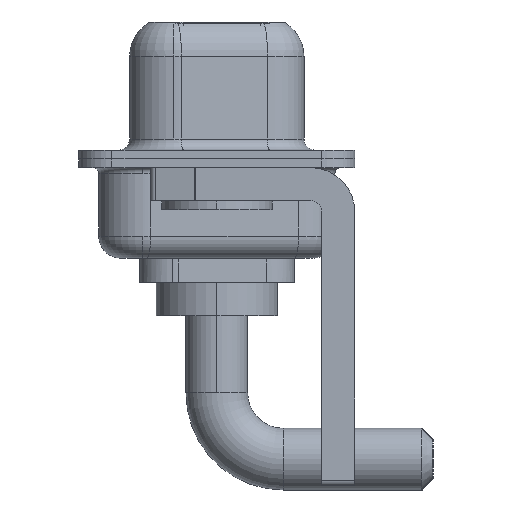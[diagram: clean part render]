
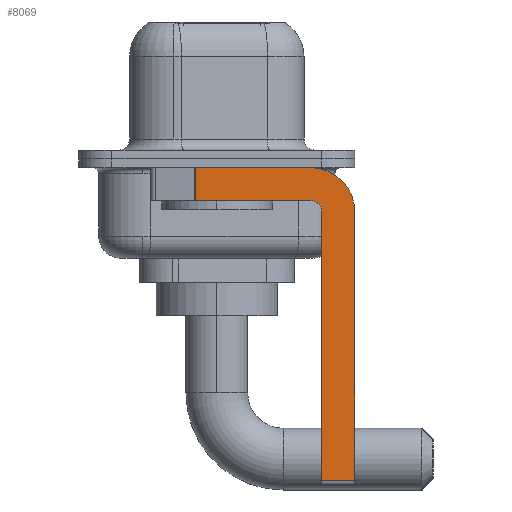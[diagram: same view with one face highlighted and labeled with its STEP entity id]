
A CAD part, left-side view. The second image highlights one B-rep face of the part: STEP entity #8069.
In plain terms, the highlighted planar face has unit normal (-1, 0, 0).
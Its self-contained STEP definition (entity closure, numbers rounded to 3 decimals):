
#72 = FACE_OUTER_BOUND ( 'NONE', #12668, .T. ) ;
#126 = CARTESIAN_POINT ( 'NONE',  ( -2.9, -4.25, -1.9 ) ) ;
#350 = AXIS2_PLACEMENT_3D ( 'NONE', #12408, #13554, #4221 ) ;
#737 = VECTOR ( 'NONE', #1839, 1000. ) ;
#814 = LINE ( 'NONE', #8508, #3981 ) ;
#822 = DIRECTION ( 'NONE',  ( 0., 0., 1. ) ) ;
#1564 = CARTESIAN_POINT ( 'NONE',  ( -2.9, -4.75, -14.55 ) ) ;
#1789 = CARTESIAN_POINT ( 'NONE',  ( -2.9, 0.978, -1.9 ) ) ;
#1839 = DIRECTION ( 'NONE',  ( 0., 0., -1. ) ) ;
#1926 = EDGE_CURVE ( 'NONE', #7766, #5185, #10585, .T. ) ;
#2075 = VERTEX_POINT ( 'NONE', #2506 ) ;
#2128 = CARTESIAN_POINT ( 'NONE',  ( -2.9, -4.25, -2.4 ) ) ;
#2394 = PLANE ( 'NONE',  #5738 ) ;
#2506 = CARTESIAN_POINT ( 'NONE',  ( -2.9, -6.25, -2.4 ) ) ;
#2609 = ORIENTED_EDGE ( 'NONE', *, *, #12016, .F. ) ;
#2825 = EDGE_CURVE ( 'NONE', #3548, #2850, #8417, .T. ) ;
#2850 = VERTEX_POINT ( 'NONE', #1789 ) ;
#2903 = AXIS2_PLACEMENT_3D ( 'NONE', #13422, #10878, #13015 ) ;
#2973 = ORIENTED_EDGE ( 'NONE', *, *, #1926, .F. ) ;
#3096 = CARTESIAN_POINT ( 'NONE',  ( -2.9, -4.75, -2.4 ) ) ;
#3443 = ORIENTED_EDGE ( 'NONE', *, *, #11648, .F. ) ;
#3480 = EDGE_CURVE ( 'NONE', #11170, #2075, #3594, .T. ) ;
#3548 = VERTEX_POINT ( 'NONE', #126 ) ;
#3594 = CIRCLE ( 'NONE', #2903, 2. ) ;
#3914 = CARTESIAN_POINT ( 'NONE',  ( -2.9, -6.25, -2.4 ) ) ;
#3981 = VECTOR ( 'NONE', #4095, 1000. ) ;
#4077 = DIRECTION ( 'NONE',  ( 0., -1., 0. ) ) ;
#4095 = DIRECTION ( 'NONE',  ( 0., -1., 0. ) ) ;
#4171 = LINE ( 'NONE', #10712, #9434 ) ;
#4221 = DIRECTION ( 'NONE',  ( 0., 0., 1. ) ) ;
#4786 = ORIENTED_EDGE ( 'NONE', *, *, #11668, .T. ) ;
#5185 = VERTEX_POINT ( 'NONE', #3096 ) ;
#5489 = DIRECTION ( 'NONE',  ( 1., 0., 0. ) ) ;
#5506 = ORIENTED_EDGE ( 'NONE', *, *, #9138, .F. ) ;
#5738 = AXIS2_PLACEMENT_3D ( 'NONE', #2128, #5489, #6767 ) ;
#6384 = CARTESIAN_POINT ( 'NONE',  ( -2.9, -4.75, -14.8 ) ) ;
#6482 = ORIENTED_EDGE ( 'NONE', *, *, #2825, .F. ) ;
#6767 = DIRECTION ( 'NONE',  ( 0., 0., -1. ) ) ;
#6830 = VECTOR ( 'NONE', #822, 1000. ) ;
#7495 = EDGE_CURVE ( 'NONE', #7766, #9621, #13833, .T. ) ;
#7766 = VERTEX_POINT ( 'NONE', #1564 ) ;
#7861 = CIRCLE ( 'NONE', #350, 0.5 ) ;
#7918 = VERTEX_POINT ( 'NONE', #10751 ) ;
#8069 = ADVANCED_FACE ( 'NONE', ( #72 ), #2394, .F. ) ;
#8341 = CARTESIAN_POINT ( 'NONE',  ( -2.9, -4.25, -0.4 ) ) ;
#8417 = LINE ( 'NONE', #13897, #12217 ) ;
#8508 = CARTESIAN_POINT ( 'NONE',  ( -2.9, 3., -0.4 ) ) ;
#8629 = CARTESIAN_POINT ( 'NONE',  ( -2.9, -4.25, -14.55 ) ) ;
#9138 = EDGE_CURVE ( 'NONE', #2075, #9621, #13673, .T. ) ;
#9434 = VECTOR ( 'NONE', #11781, 1000. ) ;
#9621 = VERTEX_POINT ( 'NONE', #11450 ) ;
#10585 = LINE ( 'NONE', #6384, #6830 ) ;
#10712 = CARTESIAN_POINT ( 'NONE',  ( -2.9, 0.978, -1.9 ) ) ;
#10751 = CARTESIAN_POINT ( 'NONE',  ( -2.9, 0.978, -0.4 ) ) ;
#10878 = DIRECTION ( 'NONE',  ( 1., 0., 0. ) ) ;
#11170 = VERTEX_POINT ( 'NONE', #8341 ) ;
#11450 = CARTESIAN_POINT ( 'NONE',  ( -2.9, -6.25, -14.55 ) ) ;
#11648 = EDGE_CURVE ( 'NONE', #7918, #11170, #814, .T. ) ;
#11668 = EDGE_CURVE ( 'NONE', #7918, #2850, #4171, .T. ) ;
#11781 = DIRECTION ( 'NONE',  ( 0., 0., -1. ) ) ;
#11907 = ORIENTED_EDGE ( 'NONE', *, *, #3480, .F. ) ;
#12016 = EDGE_CURVE ( 'NONE', #5185, #3548, #7861, .T. ) ;
#12217 = VECTOR ( 'NONE', #13966, 1000. ) ;
#12408 = CARTESIAN_POINT ( 'NONE',  ( -2.9, -4.25, -2.4 ) ) ;
#12668 = EDGE_LOOP ( 'NONE', ( #3443, #4786, #6482, #2609, #2973, #13610, #5506, #11907 ) ) ;
#13015 = DIRECTION ( 'NONE',  ( 0., 0., -1. ) ) ;
#13016 = VECTOR ( 'NONE', #4077, 1000. ) ;
#13422 = CARTESIAN_POINT ( 'NONE',  ( -2.9, -4.25, -2.4 ) ) ;
#13554 = DIRECTION ( 'NONE',  ( -1., 0., 0. ) ) ;
#13610 = ORIENTED_EDGE ( 'NONE', *, *, #7495, .T. ) ;
#13673 = LINE ( 'NONE', #3914, #737 ) ;
#13833 = LINE ( 'NONE', #8629, #13016 ) ;
#13897 = CARTESIAN_POINT ( 'NONE',  ( -2.9, -4.25, -1.9 ) ) ;
#13966 = DIRECTION ( 'NONE',  ( 0., 1., 0. ) ) ;
